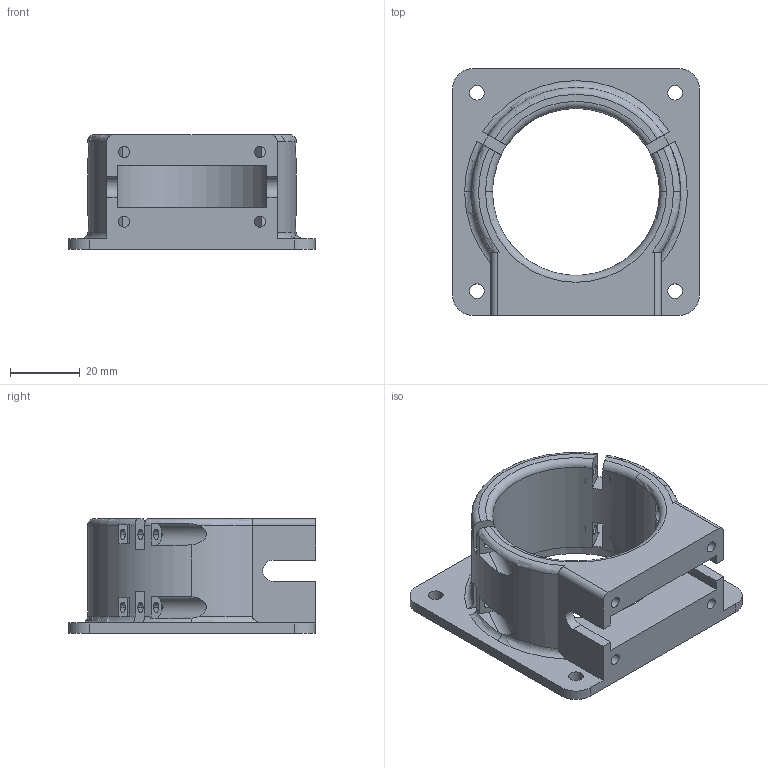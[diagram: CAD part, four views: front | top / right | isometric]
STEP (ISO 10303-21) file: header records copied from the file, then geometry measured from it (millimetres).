
FILE_DESCRIPTION (( 'STEP AP214' ), '1' );
FILE_NAME ('Base.STEP', '2023-08-15T00:42:34', ( '' ), ( '' ), 'SwSTEP 2.0', 'SolidWorks 2022', '' );
FILE_SCHEMA (( 'AUTOMOTIVE_DESIGN' ));
Length unit declared in the file: millimetre
Products named in the file (1): Base
Bounding box: 71 x 71 x 33 mm (x, y, z)
Volume: 40760.4 mm3; surface area: 21196.5 mm2
Topology: 1 solids, 1 shells, 170 faces, 498 edges, 330 vertices
Faces by surface type: plane 83, cylinder 75, torus 12
Entity records: 6352 total; most frequent: CARTESIAN_POINT 1627, ORIENTED_EDGE 992, DIRECTION 990, EDGE_CURVE 496, AXIS2_PLACEMENT_3D 381, VERTEX_POINT 328, VECTOR 228, LINE 228
